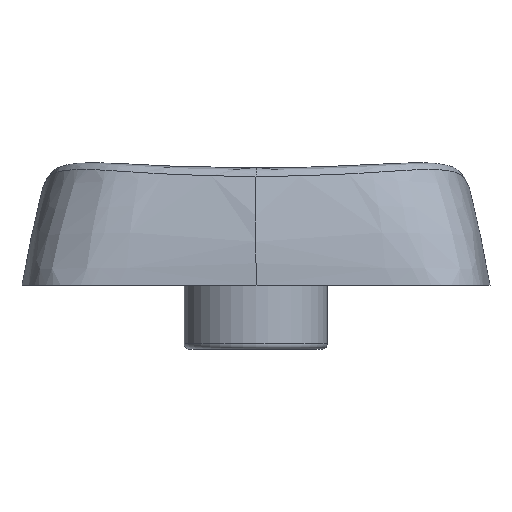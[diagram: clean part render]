
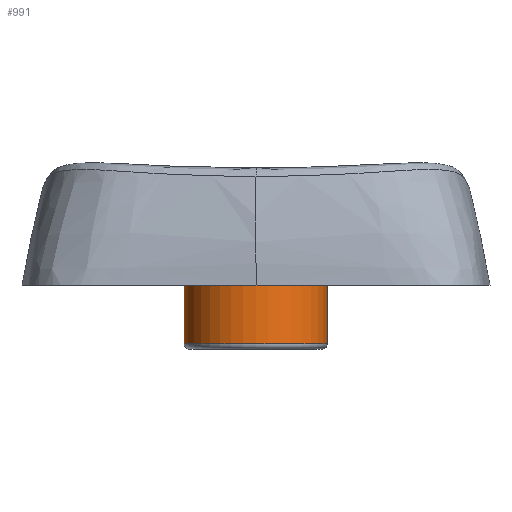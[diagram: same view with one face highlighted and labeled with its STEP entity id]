
A CAD part, front view. The second image highlights one B-rep face of the part: STEP entity #991.
In plain terms, the highlighted cylindrical face has radius 2.75 mm (diameter 5.5 mm), a full revolution.
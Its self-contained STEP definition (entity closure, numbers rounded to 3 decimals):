
#148=FACE_OUTER_BOUND('',#195,.T.);
#195=EDGE_LOOP('',(#749,#750,#751,#752));
#245=CIRCLE('',#1076,2.75);
#246=CIRCLE('',#1078,2.75);
#290=LINE('',#1466,#343);
#343=VECTOR('',#1243,2.75);
#399=VERTEX_POINT('',#1461);
#400=VERTEX_POINT('',#1465);
#541=EDGE_CURVE('',#399,#399,#245,.T.);
#542=EDGE_CURVE('',#399,#400,#290,.T.);
#543=EDGE_CURVE('',#400,#400,#246,.T.);
#749=ORIENTED_EDGE('',*,*,#541,.F.);
#750=ORIENTED_EDGE('',*,*,#542,.T.);
#751=ORIENTED_EDGE('',*,*,#543,.F.);
#752=ORIENTED_EDGE('',*,*,#542,.F.);
#962=CYLINDRICAL_SURFACE('',#1077,2.75);
#991=ADVANCED_FACE('',(#148),#962,.T.);
#1076=AXIS2_PLACEMENT_3D('',#1463,#1239,#1240);
#1077=AXIS2_PLACEMENT_3D('',#1464,#1241,#1242);
#1078=AXIS2_PLACEMENT_3D('',#1467,#1244,#1245);
#1239=DIRECTION('center_axis',(0.,0.,
-1.));
#1240=DIRECTION('ref_axis',(-1.,0.,0.));
#1241=DIRECTION('center_axis',(0.,0.,
-1.));
#1242=DIRECTION('ref_axis',(-1.,0.,0.));
#1243=DIRECTION('',(0.,0.,1.));
#1244=DIRECTION('center_axis',(0.,0.,
1.));
#1245=DIRECTION('ref_axis',(-1.,0.,0.));
#1461=CARTESIAN_POINT('',(2.738,0.004,-3.1));
#1463=CARTESIAN_POINT('Origin',(-0.012,0.004,
-3.1));
#1464=CARTESIAN_POINT('Origin',(-0.012,0.004,
0.));
#1465=CARTESIAN_POINT('',(2.738,0.004,-0.25));
#1466=CARTESIAN_POINT('',(2.738,0.004,0.));
#1467=CARTESIAN_POINT('Origin',(-0.012,0.004,
-0.25));
